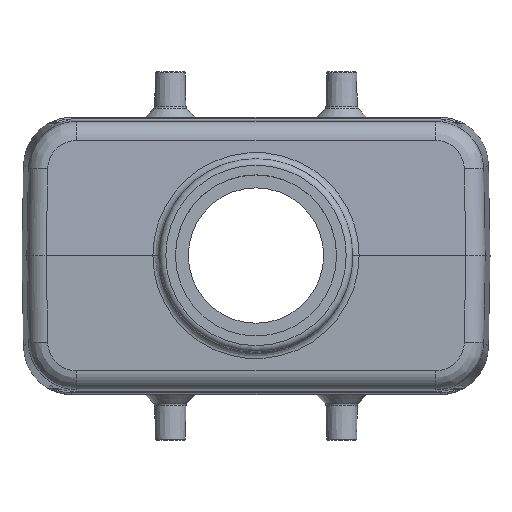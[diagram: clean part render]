
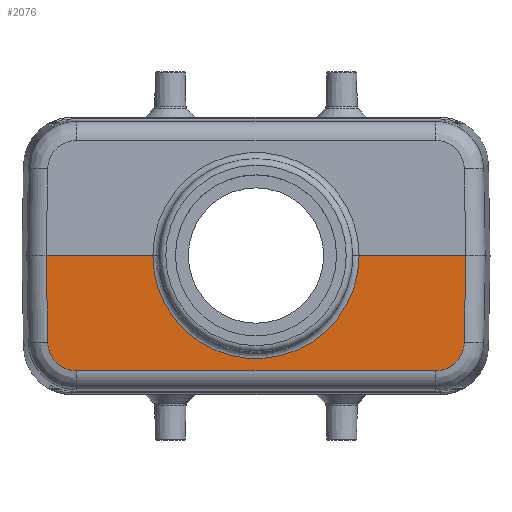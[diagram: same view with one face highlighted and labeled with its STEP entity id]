
A CAD part, top view. The second image highlights one B-rep face of the part: STEP entity #2076.
In plain terms, the highlighted planar face has unit normal (0, -0.018, 1).
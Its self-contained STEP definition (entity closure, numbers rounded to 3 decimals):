
#818=ELLIPSE('',#5872,16.002,16.);
#819=ELLIPSE('',#5873,4.505,4.5);
#820=ELLIPSE('',#5874,4.505,4.5);
#919=FACE_OUTER_BOUND('',#2634,.T.);
#1332=LINE('',#8222,#1729);
#1333=LINE('',#8227,#1730);
#1383=LINE('',#8794,#1780);
#1384=LINE('',#8798,#1781);
#1385=LINE('',#8802,#1782);
#1729=VECTOR('',#6386,1.);
#1730=VECTOR('',#6389,1.);
#1780=VECTOR('',#6621,1.);
#1781=VECTOR('',#6624,1.);
#1782=VECTOR('',#6627,1.);
#2076=ADVANCED_FACE('',(#919),#2335,.F.);
#2335=PLANE('',#5875);
#2634=EDGE_LOOP('',(#3298,#3299,#3300,#3301,#3302,#3303,#3304,#3305));
#3298=ORIENTED_EDGE('',*,*,#4916,.T.);
#3299=ORIENTED_EDGE('',*,*,#5036,.T.);
#3300=ORIENTED_EDGE('',*,*,#4914,.T.);
#3301=ORIENTED_EDGE('',*,*,#5037,.F.);
#3302=ORIENTED_EDGE('',*,*,#5038,.F.);
#3303=ORIENTED_EDGE('',*,*,#5039,.T.);
#3304=ORIENTED_EDGE('',*,*,#5040,.T.);
#3305=ORIENTED_EDGE('',*,*,#5041,.T.);
#4448=VERTEX_POINT('',#8223);
#4449=VERTEX_POINT('',#8224);
#4450=VERTEX_POINT('',#8226);
#4451=VERTEX_POINT('',#8228);
#4525=VERTEX_POINT('',#8795);
#4526=VERTEX_POINT('',#8797);
#4527=VERTEX_POINT('',#8799);
#4528=VERTEX_POINT('',#8801);
#4914=EDGE_CURVE('',#4448,#4449,#1332,.T.);
#4916=EDGE_CURVE('',#4451,#4450,#1333,.T.);
#5036=EDGE_CURVE('',#4450,#4448,#818,.T.);
#5037=EDGE_CURVE('',#4525,#4449,#1383,.T.);
#5038=EDGE_CURVE('',#4526,#4525,#819,.T.);
#5039=EDGE_CURVE('',#4526,#4527,#1384,.T.);
#5040=EDGE_CURVE('',#4527,#4528,#820,.T.);
#5041=EDGE_CURVE('',#4528,#4451,#1385,.T.);
#5872=AXIS2_PLACEMENT_3D('',#8793,#6619,#6620);
#5873=AXIS2_PLACEMENT_3D('',#8796,#6622,#6623);
#5874=AXIS2_PLACEMENT_3D('',#8800,#6625,#6626);
#5875=AXIS2_PLACEMENT_3D('',#8803,#6628,#6629);
#6386=DIRECTION('',(-1.,0.,0.));
#6389=DIRECTION('',(-1.,0.,0.));
#6619=DIRECTION('',(0.,0.017,-1.));
#6620=DIRECTION('',(0.,-1.,-0.017));
#6621=DIRECTION('',(-0.017,1.,0.017));
#6622=DIRECTION('',(0.,0.017,-1.));
#6623=DIRECTION('',(-0.531,-0.847,-0.015));
#6624=DIRECTION('',(1.,0.,0.));
#6625=DIRECTION('',(0.,-0.017,1.));
#6626=DIRECTION('',(0.531,-0.847,-0.015));
#6627=DIRECTION('',(0.017,1.,0.017));
#6628=DIRECTION('',(0.,0.017,-1.));
#6629=DIRECTION('',(0.,1.,0.017));
#8222=CARTESIAN_POINT('',(-36.3,0.,35.85));
#8223=CARTESIAN_POINT('',(-16.,0.,35.85));
#8224=CARTESIAN_POINT('',(-32.54,0.,35.85));
#8226=CARTESIAN_POINT('',(16.,0.,35.85));
#8227=CARTESIAN_POINT('',(-36.3,0.,35.85));
#8228=CARTESIAN_POINT('',(32.54,0.,35.85));
#8793=CARTESIAN_POINT('',(0.,0.017,35.85));
#8794=CARTESIAN_POINT('',(-32.541,0.05,35.851));
#8795=CARTESIAN_POINT('',(-32.311,-13.45,35.615));
#8796=CARTESIAN_POINT('',(-27.81,-13.368,35.617));
#8797=CARTESIAN_POINT('',(-27.815,-17.871,35.538));
#8798=CARTESIAN_POINT('',(-36.3,-17.871,35.538));
#8799=CARTESIAN_POINT('',(27.815,-17.871,35.538));
#8800=CARTESIAN_POINT('',(27.81,-13.368,35.617));
#8801=CARTESIAN_POINT('',(32.311,-13.45,35.615));
#8802=CARTESIAN_POINT('',(32.541,0.05,35.851));
#8803=CARTESIAN_POINT('',(-36.3,0.,35.85));
